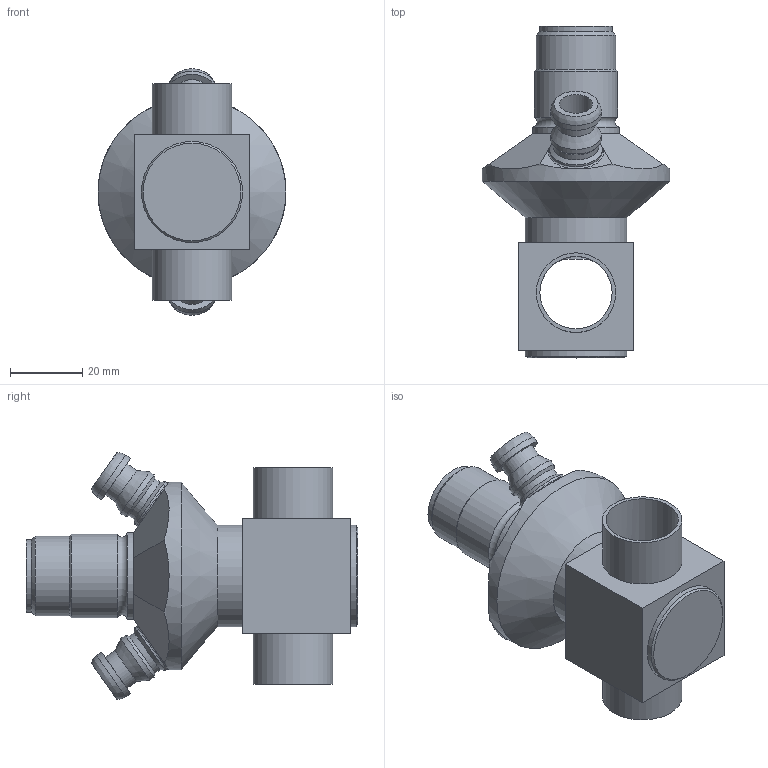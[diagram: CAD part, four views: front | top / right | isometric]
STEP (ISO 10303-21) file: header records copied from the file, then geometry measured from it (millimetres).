
FILE_DESCRIPTION(/* description */ ('This is a sample STEP configuration'),/* implementation_level */ '2;1');
FILE_NAME(/* name */ '850027.stp',/* time_stamp */ '2021-12-16T11:17:37+01:00',/* author */ ('powerJobs'),/* organization */ ('coolOrange'),/* preprocessor_version */ 'ST-DEVELOPER v18.1',/* originating_system */ 'Autodesk Inventor 2022',/* authorisation */ '');
FILE_SCHEMA (('AUTOMOTIVE_DESIGN { 1 0 10303 214 3 1 1 }'));
Length unit declared in the file: millimetre
Products named in the file (1): 850027
Bounding box: 52 x 91.8 x 68.18 mm (x, y, z)
Volume: 70609.2 mm3; surface area: 26408.8 mm2
Topology: 1 solids, 3 shells, 84 faces, 169 edges, 105 vertices
Faces by surface type: cylinder 33, plane 30, cone 14, bspline 4, torus 3
Full cylindrical faces by diameter (mm): 9 x2, 10.5 x2, 12.5 x2, 14 x4, 14.5 x2, 17.118 x1, 18.1 x1, 20 x2, 20.5 x2, 21 x2, 22 x4, 23 x1, 24 x1, 28 x2, 52 x1
Entity records: 2611 total; most frequent: CARTESIAN_POINT 646, DIRECTION 407, ORIENTED_EDGE 338, EDGE_CURVE 169, AXIS2_PLACEMENT_3D 166, VERTEX_POINT 105, EDGE_LOOP 104, STYLED_ITEM 84
